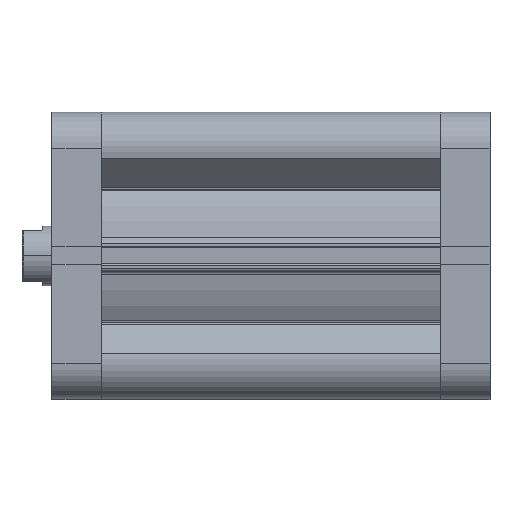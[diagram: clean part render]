
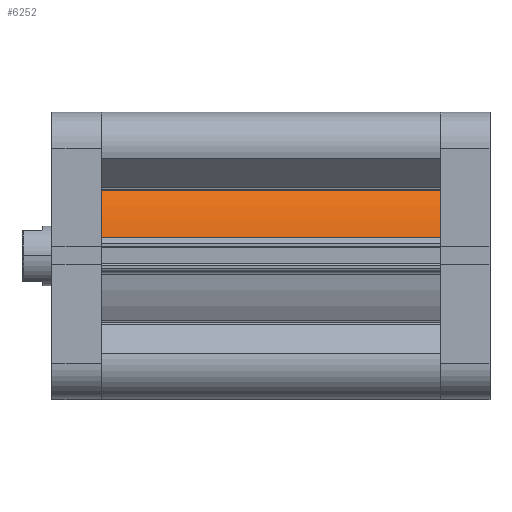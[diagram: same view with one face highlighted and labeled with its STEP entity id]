
A CAD part, top view. The second image highlights one B-rep face of the part: STEP entity #6252.
In plain terms, the highlighted cylindrical face has radius 43.5 mm (diameter 87 mm), a partial arc.
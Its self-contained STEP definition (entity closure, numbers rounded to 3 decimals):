
#1111 = CARTESIAN_POINT ( 'NONE',  ( 37.663, 21.765, 0. ) ) ;
#1232 = CARTESIAN_POINT ( 'NONE',  ( 37.663, 21.765, 113.5 ) ) ;
#1409 = CARTESIAN_POINT ( 'NONE',  ( 43.069, 6.11, 113.5 ) ) ;
#1413 = CARTESIAN_POINT ( 'NONE',  ( 43.069, 6.11, 0. ) ) ;
#1863 = FACE_OUTER_BOUND ( 'NONE', #10766, .T. ) ;
#1866 = CYLINDRICAL_SURFACE ( 'NONE', #7589, 43.5 ) ;
#3761 = CARTESIAN_POINT ( 'NONE',  ( 37.663, 21.765, 113.5 ) ) ;
#3762 = DIRECTION ( 'NONE',  ( 0., 0., 1. ) ) ;
#3763 = CARTESIAN_POINT ( 'NONE',  ( 0., 0., 113.5 ) ) ;
#3764 = DIRECTION ( 'NONE',  ( 0., 0., 1. ) ) ;
#3765 = DIRECTION ( 'NONE',  ( 1., 0., 0. ) ) ;
#3766 = CARTESIAN_POINT ( 'NONE',  ( 43.069, 6.11, 113.5 ) ) ;
#3767 = DIRECTION ( 'NONE',  ( 0., 0., -1. ) ) ;
#3779 = CARTESIAN_POINT ( 'NONE',  ( 0., 0., 0. ) ) ;
#3788 = DIRECTION ( 'NONE',  ( 0., 0., 1. ) ) ;
#3789 = DIRECTION ( 'NONE',  ( 1., 0., 0. ) ) ;
#4003 = VECTOR ( 'NONE', #3767, 1000. ) ;
#4010 = LINE ( 'NONE', #3766, #4003 ) ;
#4021 = LINE ( 'NONE', #3761, #4023 ) ;
#4023 = VECTOR ( 'NONE', #3762, 1000. ) ;
#4030 = CIRCLE ( 'NONE', #7735, 43.5 ) ;
#4064 = CIRCLE ( 'NONE', #7743, 43.5 ) ;
#4732 = ORIENTED_EDGE ( 'NONE', *, *, #6828, .T. ) ;
#4734 = ORIENTED_EDGE ( 'NONE', *, *, #6817, .T. ) ;
#4737 = ORIENTED_EDGE ( 'NONE', *, *, #6819, .T. ) ;
#4965 = ORIENTED_EDGE ( 'NONE', *, *, #6818, .F. ) ;
#6252 = ADVANCED_FACE ( 'NONE', ( #1863 ), #1866, .T. ) ;
#6817 = EDGE_CURVE ( 'NONE', #9679, #9809, #4021, .T. ) ;
#6818 = EDGE_CURVE ( 'NONE', #10042, #9809, #4030, .T. ) ;
#6819 = EDGE_CURVE ( 'NONE', #10042, #10049, #4010, .T. ) ;
#6828 = EDGE_CURVE ( 'NONE', #10049, #9679, #4064, .T. ) ;
#7589 = AXIS2_PLACEMENT_3D ( 'NONE', #9002, #9001, #9000 ) ;
#7735 = AXIS2_PLACEMENT_3D ( 'NONE', #3763, #3764, #3765 ) ;
#7743 = AXIS2_PLACEMENT_3D ( 'NONE', #3779, #3788, #3789 ) ;
#9000 = DIRECTION ( 'NONE',  ( -1., 0., 0. ) ) ;
#9001 = DIRECTION ( 'NONE',  ( 0., 0., -1. ) ) ;
#9002 = CARTESIAN_POINT ( 'NONE',  ( 0., 0., 113.5 ) ) ;
#9679 = VERTEX_POINT ( 'NONE', #1111 ) ;
#9809 = VERTEX_POINT ( 'NONE', #1232 ) ;
#10042 = VERTEX_POINT ( 'NONE', #1409 ) ;
#10049 = VERTEX_POINT ( 'NONE', #1413 ) ;
#10766 = EDGE_LOOP ( 'NONE', ( #4965, #4737, #4732, #4734 ) ) ;
